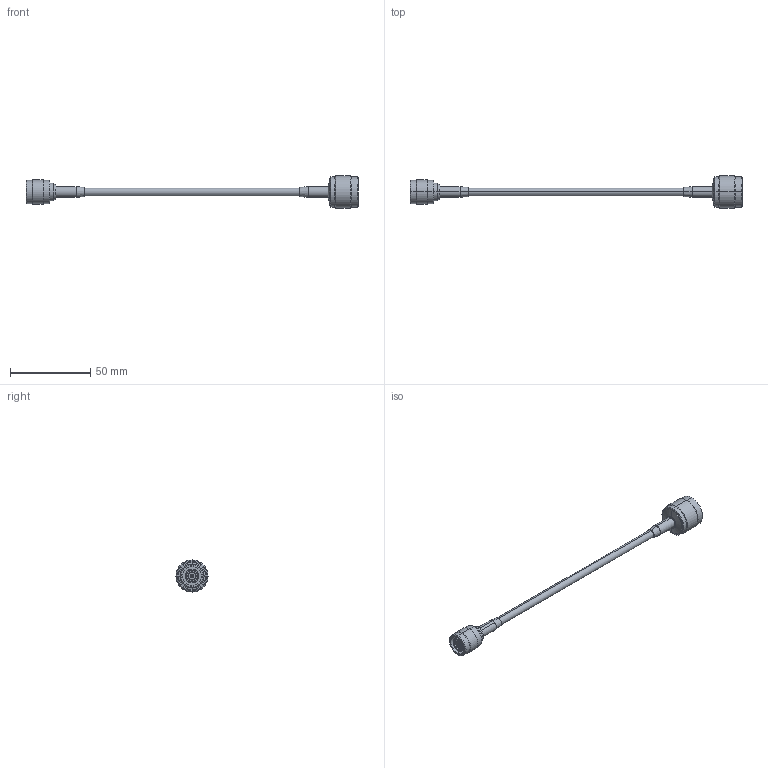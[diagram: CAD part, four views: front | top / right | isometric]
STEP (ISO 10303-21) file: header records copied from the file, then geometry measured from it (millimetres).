
FILE_DESCRIPTION (( 'STEP AP214' ), '1' );
FILE_NAME ('CA-RTPNMA_3D.STEP', '2020-08-19T13:27:31', ( '' ), ( '' ), 'SwSTEP 2.0', 'SolidWorks 2018', '' );
FILE_SCHEMA (( 'AUTOMOTIVE_DESIGN' ));
Length unit declared in the file: inch
Products named in the file (12): CA-RTPNMA_3D; ANM-1700-MA2; ANM-1700-MA3; ANM-1700_NO PIN; ARTP-1708-MA3; ARTP-1708; ARTP-1708-MA1; ANM-1700-MA1; SP13849-MA1; ARTP-1708-MA2; CA-195R-FOOT; ANM-1700
Assembly tree (12 placements, depth 3):
  CA-RTPNMA_3D
    CA-195R-FOOT
    ARTP-1708
      ARTP-1708-MA1
      ARTP-1708-MA2
      ARTP-1708-MA3
    ANM-1700
      ANM-1700_NO PIN
      ANM-1700-MA2
      ANM-1700-MA1
      ANM-1700-MA3
    SP13849-MA1  x2
Bounding box: 207.1 x 20 x 20 mm (x, y, z)
Volume: 8923 mm3; surface area: 10928.5 mm2
Topology: 10 solids, 10 shells, 269 faces, 586 edges, 352 vertices
Faces by surface type: cylinder 106, plane 81, cone 74, torus 6, sphere 2
Entity records: 8076 total; most frequent: CARTESIAN_POINT 1394, DIRECTION 1384, ORIENTED_EDGE 1120, AXIS2_PLACEMENT_3D 576, EDGE_CURVE 560, VERTEX_POINT 340, CIRCLE 300, EDGE_LOOP 298
